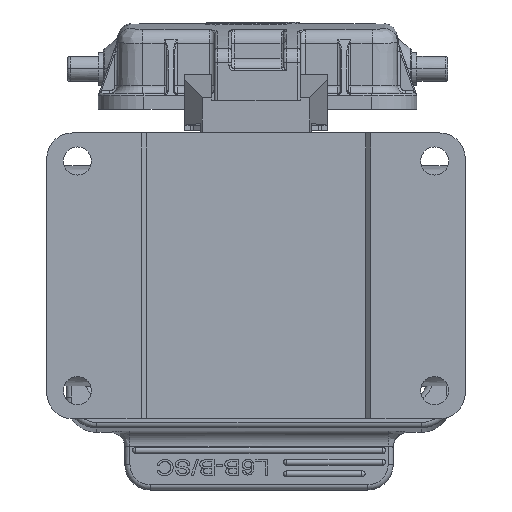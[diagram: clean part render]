
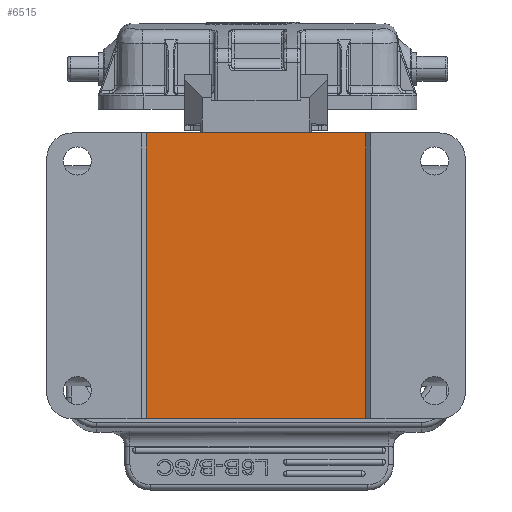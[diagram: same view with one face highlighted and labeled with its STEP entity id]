
A CAD part, front view. The second image highlights one B-rep face of the part: STEP entity #6515.
In plain terms, the highlighted planar face has unit normal (0, -1, 0).
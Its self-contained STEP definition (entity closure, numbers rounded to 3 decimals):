
#1727=PLANE('',#32212);
#3154=LINE('',#54704,#4894);
#3157=LINE('',#54710,#4897);
#3181=LINE('',#54931,#4921);
#3182=LINE('',#54933,#4922);
#4894=VECTOR('',#37811,1.);
#4897=VECTOR('',#37816,1.);
#4921=VECTOR('',#37898,1.);
#4922=VECTOR('',#37901,1.);
#6515=ADVANCED_FACE('',(#8452),#1727,.F.);
#8452=FACE_OUTER_BOUND('',#10332,.T.);
#10332=EDGE_LOOP('',(#18009,#18010,#18011,#18012));
#18009=ORIENTED_EDGE('',*,*,#27214,.F.);
#18010=ORIENTED_EDGE('',*,*,#27270,.T.);
#18011=ORIENTED_EDGE('',*,*,#27271,.T.);
#18012=ORIENTED_EDGE('',*,*,#27217,.T.);
#23258=VERTEX_POINT('',#54703);
#23259=VERTEX_POINT('',#54705);
#23261=VERTEX_POINT('',#54711);
#23303=VERTEX_POINT('',#54930);
#27214=EDGE_CURVE('',#23258,#23259,#3154,.T.);
#27217=EDGE_CURVE('',#23261,#23259,#3157,.T.);
#27270=EDGE_CURVE('',#23258,#23303,#3181,.T.);
#27271=EDGE_CURVE('',#23303,#23261,#3182,.T.);
#32212=AXIS2_PLACEMENT_3D('',#54934,#37902,#37903);
#37811=DIRECTION('',(0.,0.,1.));
#37816=DIRECTION('',(-1.,0.,0.));
#37898=DIRECTION('',(1.,0.,0.));
#37901=DIRECTION('',(0.,0.,1.));
#37902=DIRECTION('',(0.,1.,0.));
#37903=DIRECTION('',(-1.,0.,0.));
#54703=CARTESIAN_POINT('',(-21.5,1.,-28.));
#54704=CARTESIAN_POINT('',(-21.5,1.,-28.));
#54705=CARTESIAN_POINT('',(-21.5,1.,28.));
#54710=CARTESIAN_POINT('',(21.5,1.,28.));
#54711=CARTESIAN_POINT('',(21.5,1.,28.));
#54930=CARTESIAN_POINT('',(21.5,1.,-28.));
#54931=CARTESIAN_POINT('',(-21.5,1.,-28.));
#54933=CARTESIAN_POINT('',(21.5,1.,-28.));
#54934=CARTESIAN_POINT('',(0.,1.,0.));
